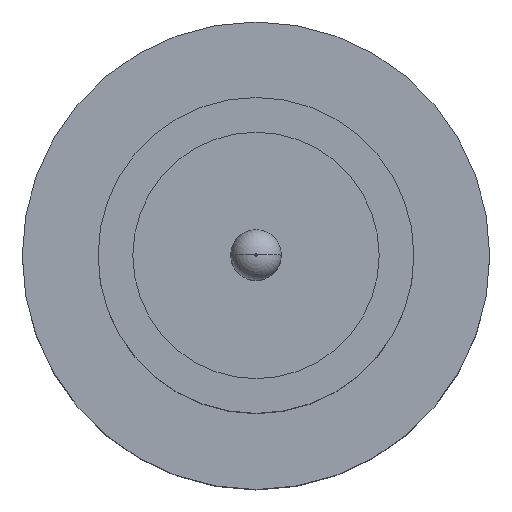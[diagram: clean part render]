
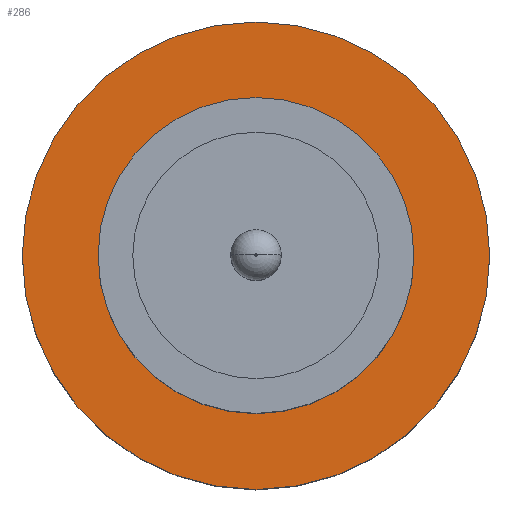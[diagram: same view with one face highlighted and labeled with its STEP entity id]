
A CAD part, top view. The second image highlights one B-rep face of the part: STEP entity #286.
In plain terms, the highlighted planar face has unit normal (0, 0, 1).
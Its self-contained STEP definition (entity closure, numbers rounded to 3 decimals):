
#21 = VERTEX_POINT ( 'NONE', #478 ) ;
#41 = CARTESIAN_POINT ( 'NONE',  ( 1.85, 0., 1.55 ) ) ;
#46 = CARTESIAN_POINT ( 'NONE',  ( 0., 0., 1.55 ) ) ;
#75 = CARTESIAN_POINT ( 'NONE',  ( -1.25, 0., 1.55 ) ) ;
#227 = CARTESIAN_POINT ( 'NONE',  ( 0., 0., 1.55 ) ) ;
#243 = CIRCLE ( 'NONE', #623, 1.85 ) ;
#253 = DIRECTION ( 'NONE',  ( 1., 0., 0. ) ) ;
#284 = CIRCLE ( 'NONE', #511, 1.85 ) ;
#286 = ADVANCED_FACE ( 'NONE', ( #561, #311 ), #319, .T. ) ;
#288 = CARTESIAN_POINT ( 'NONE',  ( 1.25, 0., 1.55 ) ) ;
#305 = VERTEX_POINT ( 'NONE', #41 ) ;
#306 = CIRCLE ( 'NONE', #308, 1.25 ) ;
#308 = AXIS2_PLACEMENT_3D ( 'NONE', #227, #353, #435 ) ;
#311 = FACE_OUTER_BOUND ( 'NONE', #573, .T. ) ;
#314 = DIRECTION ( 'NONE',  ( 1., 0., 0. ) ) ;
#319 = PLANE ( 'NONE',  #394 ) ;
#321 = CARTESIAN_POINT ( 'NONE',  ( 0., 0., 1.55 ) ) ;
#351 = ORIENTED_EDGE ( 'NONE', *, *, #863, .T. ) ;
#353 = DIRECTION ( 'NONE',  ( 0., 0., 1. ) ) ;
#379 = DIRECTION ( 'NONE',  ( 0., 0., 1. ) ) ;
#392 = DIRECTION ( 'NONE',  ( 0., 0., 1. ) ) ;
#394 = AXIS2_PLACEMENT_3D ( 'NONE', #519, #802, #314 ) ;
#435 = DIRECTION ( 'NONE',  ( 1., 0., 0. ) ) ;
#478 = CARTESIAN_POINT ( 'NONE',  ( -1.85, 0., 1.55 ) ) ;
#503 = VERTEX_POINT ( 'NONE', #288 ) ;
#505 = VERTEX_POINT ( 'NONE', #75 ) ;
#511 = AXIS2_PLACEMENT_3D ( 'NONE', #46, #379, #819 ) ;
#519 = CARTESIAN_POINT ( 'NONE',  ( 0., 0., 1.55 ) ) ;
#529 = ORIENTED_EDGE ( 'NONE', *, *, #752, .T. ) ;
#545 = ORIENTED_EDGE ( 'NONE', *, *, #759, .F. ) ;
#547 = CARTESIAN_POINT ( 'NONE',  ( 0., 0., 1.55 ) ) ;
#553 = AXIS2_PLACEMENT_3D ( 'NONE', #321, #882, #253 ) ;
#561 = FACE_BOUND ( 'NONE', #909, .T. ) ;
#573 = EDGE_LOOP ( 'NONE', ( #351, #529 ) ) ;
#610 = EDGE_CURVE ( 'NONE', #503, #505, #306, .T. ) ;
#623 = AXIS2_PLACEMENT_3D ( 'NONE', #547, #392, #895 ) ;
#733 = ORIENTED_EDGE ( 'NONE', *, *, #610, .F. ) ;
#745 = CIRCLE ( 'NONE', #553, 1.25 ) ;
#752 = EDGE_CURVE ( 'NONE', #305, #21, #284, .T. ) ;
#759 = EDGE_CURVE ( 'NONE', #505, #503, #745, .T. ) ;
#802 = DIRECTION ( 'NONE',  ( 0., 0., 1. ) ) ;
#819 = DIRECTION ( 'NONE',  ( 1., 0., 0. ) ) ;
#863 = EDGE_CURVE ( 'NONE', #21, #305, #243, .T. ) ;
#882 = DIRECTION ( 'NONE',  ( 0., 0., 1. ) ) ;
#895 = DIRECTION ( 'NONE',  ( 1., 0., 0. ) ) ;
#909 = EDGE_LOOP ( 'NONE', ( #733, #545 ) ) ;
